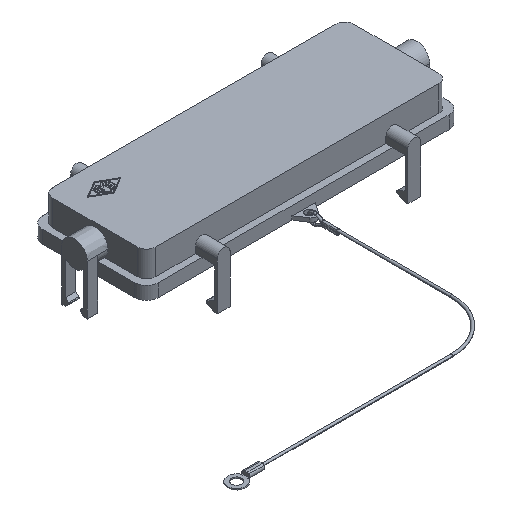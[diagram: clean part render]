
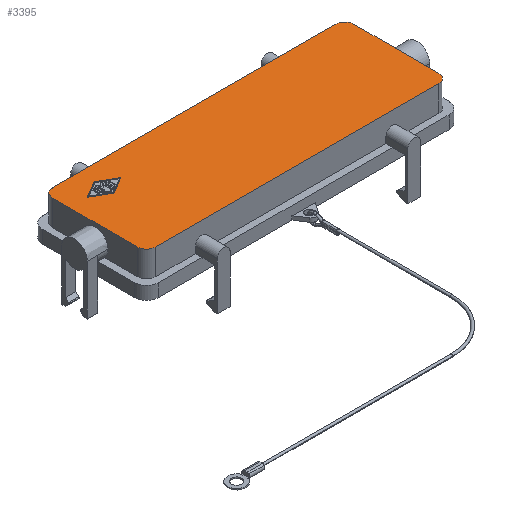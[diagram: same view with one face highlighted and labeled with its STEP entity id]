
A CAD part, isometric view. The second image highlights one B-rep face of the part: STEP entity #3395.
In plain terms, the highlighted planar face has unit normal (0, 0, 1).
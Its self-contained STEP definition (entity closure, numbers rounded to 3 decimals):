
#2549=CARTESIAN_POINT('',(-38.5,10.,15.0));
#2550=VERTEX_POINT('',#2549);
#2557=CARTESIAN_POINT('',(-45.0,13.749,15.0));
#2558=VERTEX_POINT('',#2557);
#2559=CARTESIAN_POINT('',(-45.0,13.749,15.0));
#2560=DIRECTION('',(0.866,-0.5,0.0));
#2561=VECTOR('',#2560,7.504);
#2562=LINE('',#2559,#2561);
#2563=EDGE_CURVE('',#2558,#2550,#2562,.T.);
#2587=CARTESIAN_POINT('',(-45.0,6.251,15.0));
#2588=VERTEX_POINT('',#2587);
#2595=CARTESIAN_POINT('',(-38.5,10.,15.0));
#2596=DIRECTION('',(-0.866,-0.5,0.0));
#2597=VECTOR('',#2596,7.504);
#2598=LINE('',#2595,#2597);
#2599=EDGE_CURVE('',#2550,#2588,#2598,.T.);
#2618=CARTESIAN_POINT('',(-51.5,10.,15.0));
#2619=VERTEX_POINT('',#2618);
#2626=CARTESIAN_POINT('',(-45.0,6.251,15.0));
#2627=DIRECTION('',(-0.866,0.5,0.0));
#2628=VECTOR('',#2627,7.504);
#2629=LINE('',#2626,#2628);
#2630=EDGE_CURVE('',#2588,#2619,#2629,.T.);
#2648=CARTESIAN_POINT('',(-51.5,10.,15.0));
#2649=DIRECTION('',(0.866,0.5,0.0));
#2650=VECTOR('',#2649,7.504);
#2651=LINE('',#2648,#2650);
#2652=EDGE_CURVE('',#2619,#2558,#2651,.T.);
#3314=CARTESIAN_POINT('',(0.,0.0,15.0));
#3315=DIRECTION('',(0.0,0.0,1.0));
#3316=DIRECTION('',(1.0,0.0,0.0));
#3317=AXIS2_PLACEMENT_3D('',#3314,#3315,#3316);
#3318=PLANE('',#3317);
#3319=CARTESIAN_POINT('',(-55.,20.0,15.0));
#3320=VERTEX_POINT('',#3319);
#3321=CARTESIAN_POINT('',(55.,20.0,15.0));
#3322=VERTEX_POINT('',#3321);
#3323=CARTESIAN_POINT('',(-55.,20.0,15.0));
#3324=DIRECTION('',(1.0,0.0,0.0));
#3325=VECTOR('',#3324,110.);
#3326=LINE('',#3323,#3325);
#3327=EDGE_CURVE('',#3320,#3322,#3326,.T.);
#3328=ORIENTED_EDGE('',*,*,#3327,.F.);
#3329=CARTESIAN_POINT('',(-58.5,16.5,15.0));
#3330=VERTEX_POINT('',#3329);
#3331=CARTESIAN_POINT('',(-55.,16.5,15.0));
#3332=DIRECTION('',(0.0,0.0,-1.0));
#3333=DIRECTION('',(0.0,1.0,0.0));
#3334=AXIS2_PLACEMENT_3D('',#3331,#3332,#3333);
#3335=CIRCLE('',#3334,3.5);
#3336=EDGE_CURVE('',#3330,#3320,#3335,.T.);
#3337=ORIENTED_EDGE('',*,*,#3336,.F.);
#3338=CARTESIAN_POINT('',(-58.5,-16.5,15.0));
#3339=VERTEX_POINT('',#3338);
#3340=CARTESIAN_POINT('',(-58.5,-16.5,15.0));
#3341=DIRECTION('',(0.0,1.0,0.0));
#3342=VECTOR('',#3341,33.0);
#3343=LINE('',#3340,#3342);
#3344=EDGE_CURVE('',#3339,#3330,#3343,.T.);
#3345=ORIENTED_EDGE('',*,*,#3344,.F.);
#3346=CARTESIAN_POINT('',(-55.,-20.0,15.0));
#3347=VERTEX_POINT('',#3346);
#3348=CARTESIAN_POINT('',(-55.,-16.5,15.0));
#3349=DIRECTION('',(0.0,0.0,-1.0));
#3350=DIRECTION('',(-1.0,0.0,0.0));
#3351=AXIS2_PLACEMENT_3D('',#3348,#3349,#3350);
#3352=CIRCLE('',#3351,3.5);
#3353=EDGE_CURVE('',#3347,#3339,#3352,.T.);
#3354=ORIENTED_EDGE('',*,*,#3353,.F.);
#3355=CARTESIAN_POINT('',(55.,-20.0,15.0));
#3356=VERTEX_POINT('',#3355);
#3357=CARTESIAN_POINT('',(55.,-20.0,15.0));
#3358=DIRECTION('',(-1.0,0.0,0.0));
#3359=VECTOR('',#3358,110.);
#3360=LINE('',#3357,#3359);
#3361=EDGE_CURVE('',#3356,#3347,#3360,.T.);
#3362=ORIENTED_EDGE('',*,*,#3361,.F.);
#3363=CARTESIAN_POINT('',(58.5,-16.5,15.0));
#3364=VERTEX_POINT('',#3363);
#3365=CARTESIAN_POINT('',(55.,-16.5,15.0));
#3366=DIRECTION('',(0.0,0.0,-1.0));
#3367=DIRECTION('',(0.0,-1.0,0.0));
#3368=AXIS2_PLACEMENT_3D('',#3365,#3366,#3367);
#3369=CIRCLE('',#3368,3.5);
#3370=EDGE_CURVE('',#3364,#3356,#3369,.T.);
#3371=ORIENTED_EDGE('',*,*,#3370,.F.);
#3372=CARTESIAN_POINT('',(58.5,16.5,15.0));
#3373=VERTEX_POINT('',#3372);
#3374=CARTESIAN_POINT('',(58.5,16.5,15.0));
#3375=DIRECTION('',(0.0,-1.0,0.0));
#3376=VECTOR('',#3375,33.0);
#3377=LINE('',#3374,#3376);
#3378=EDGE_CURVE('',#3373,#3364,#3377,.T.);
#3379=ORIENTED_EDGE('',*,*,#3378,.F.);
#3380=CARTESIAN_POINT('',(55.,16.5,15.0));
#3381=DIRECTION('',(0.0,0.0,-1.0));
#3382=DIRECTION('',(1.0,0.0,0.0));
#3383=AXIS2_PLACEMENT_3D('',#3380,#3381,#3382);
#3384=CIRCLE('',#3383,3.5);
#3385=EDGE_CURVE('',#3322,#3373,#3384,.T.);
#3386=ORIENTED_EDGE('',*,*,#3385,.F.);
#3387=EDGE_LOOP('',(#3328,#3337,#3345,#3354,#3362,#3371,#3379,#3386));
#3388=FACE_OUTER_BOUND('',#3387,.T.);
#3389=ORIENTED_EDGE('',*,*,#2563,.T.);
#3390=ORIENTED_EDGE('',*,*,#2599,.T.);
#3391=ORIENTED_EDGE('',*,*,#2630,.T.);
#3392=ORIENTED_EDGE('',*,*,#2652,.T.);
#3393=EDGE_LOOP('',(#3389,#3390,#3391,#3392));
#3394=FACE_BOUND('',#3393,.T.);
#3395=ADVANCED_FACE('',(#3388,#3394),#3318,.T.);
